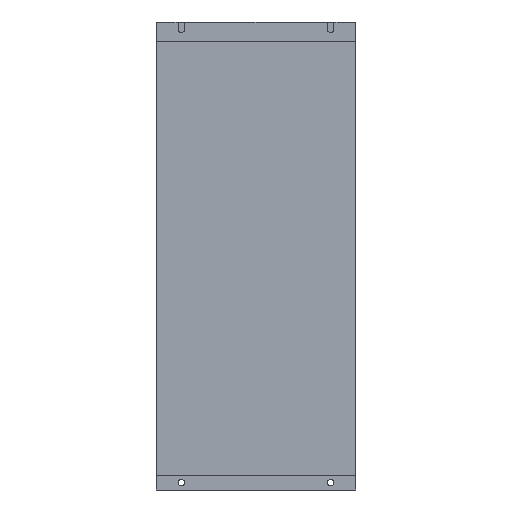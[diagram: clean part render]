
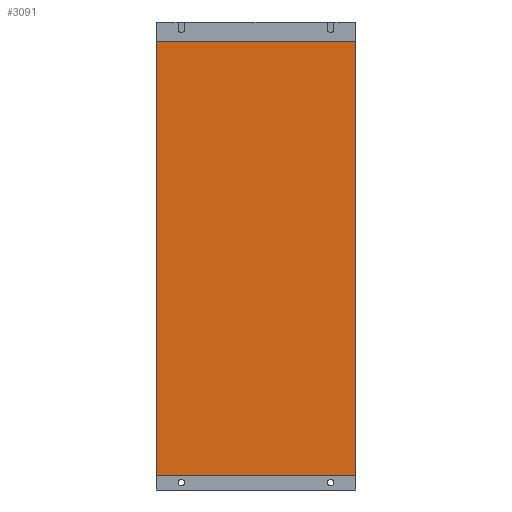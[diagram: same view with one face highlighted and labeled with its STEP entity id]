
A CAD part, front view. The second image highlights one B-rep face of the part: STEP entity #3091.
In plain terms, the highlighted planar face has unit normal (0, -1, 0).
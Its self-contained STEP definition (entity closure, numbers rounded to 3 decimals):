
#987 = CARTESIAN_POINT ( 'NONE',  ( -198.979, -3.69, -440. ) ) ;
#989 = PLANE ( 'NONE',  #14947 ) ;
#1400 = VERTEX_POINT ( 'NONE', #8873 ) ;
#1403 = VECTOR ( 'NONE', #17518, 1000. ) ;
#2446 = DIRECTION ( 'NONE',  ( 0., -1., 0. ) ) ;
#2458 = DIRECTION ( 'NONE',  ( -1., 0., 0. ) ) ;
#3091 = ADVANCED_FACE ( 'NONE', ( #8288 ), #989, .T. ) ;
#4111 = CARTESIAN_POINT ( 'NONE',  ( -198.979, -3.69, 440.1 ) ) ;
#5625 = EDGE_CURVE ( 'NONE', #7654, #1400, #8570, .T. ) ;
#5985 = CARTESIAN_POINT ( 'NONE',  ( 199.157, -3.69, -440. ) ) ;
#6130 = VECTOR ( 'NONE', #13840, 1000. ) ;
#6420 = CARTESIAN_POINT ( 'NONE',  ( 199.157, -3.69, 430. ) ) ;
#6704 = DIRECTION ( 'NONE',  ( 0., 0., -1. ) ) ;
#6749 = CARTESIAN_POINT ( 'NONE',  ( -198.979, -3.69, 430. ) ) ;
#7654 = VERTEX_POINT ( 'NONE', #18370 ) ;
#7733 = EDGE_CURVE ( 'NONE', #14659, #22833, #10059, .T. ) ;
#8115 = ORIENTED_EDGE ( 'NONE', *, *, #5625, .F. ) ;
#8250 = ORIENTED_EDGE ( 'NONE', *, *, #7733, .T. ) ;
#8288 = FACE_OUTER_BOUND ( 'NONE', #16150, .T. ) ;
#8450 = CARTESIAN_POINT ( 'NONE',  ( 199.157, -3.69, 440.1 ) ) ;
#8570 = LINE ( 'NONE', #8450, #15450 ) ;
#8873 = CARTESIAN_POINT ( 'NONE',  ( 199.157, -3.69, -440. ) ) ;
#9681 = EDGE_CURVE ( 'NONE', #1400, #22833, #10121, .T. ) ;
#10059 = LINE ( 'NONE', #4111, #6130 ) ;
#10121 = LINE ( 'NONE', #5985, #11268 ) ;
#10154 = ORIENTED_EDGE ( 'NONE', *, *, #18381, .F. ) ;
#11268 = VECTOR ( 'NONE', #2458, 1000. ) ;
#13840 = DIRECTION ( 'NONE',  ( 0., 0., -1. ) ) ;
#14055 = DIRECTION ( 'NONE',  ( 0., 0., -1. ) ) ;
#14659 = VERTEX_POINT ( 'NONE', #6749 ) ;
#14728 = ORIENTED_EDGE ( 'NONE', *, *, #9681, .F. ) ;
#14947 = AXIS2_PLACEMENT_3D ( 'NONE', #21452, #2446, #6704 ) ;
#15450 = VECTOR ( 'NONE', #14055, 1000. ) ;
#16150 = EDGE_LOOP ( 'NONE', ( #10154, #8250, #14728, #8115 ) ) ;
#17518 = DIRECTION ( 'NONE',  ( 1., 0., 0. ) ) ;
#18370 = CARTESIAN_POINT ( 'NONE',  ( 199.157, -3.69, 430. ) ) ;
#18381 = EDGE_CURVE ( 'NONE', #14659, #7654, #21165, .T. ) ;
#21165 = LINE ( 'NONE', #6420, #1403 ) ;
#21452 = CARTESIAN_POINT ( 'NONE',  ( 199.157, -3.69, 440.1 ) ) ;
#22833 = VERTEX_POINT ( 'NONE', #987 ) ;
